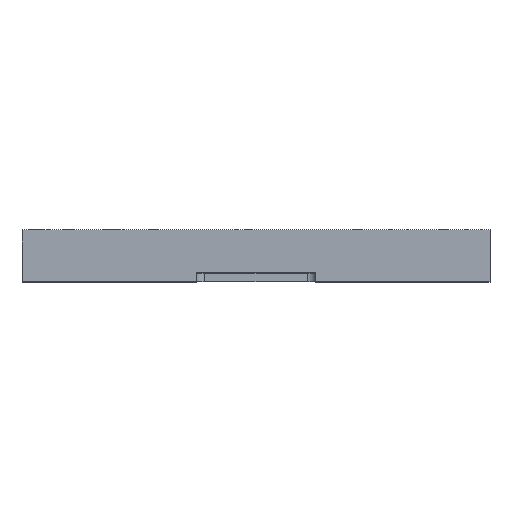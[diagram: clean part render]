
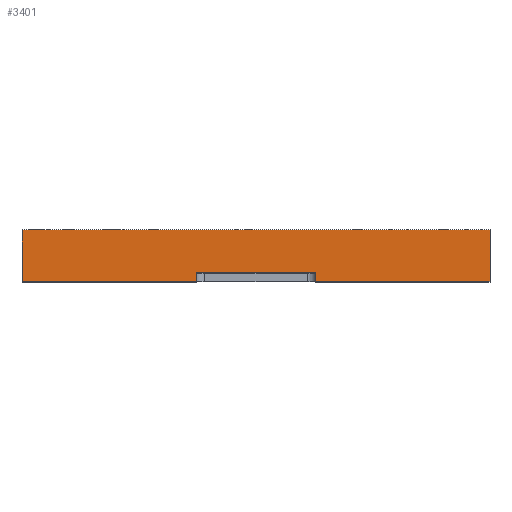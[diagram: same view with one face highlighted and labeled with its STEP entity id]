
A CAD part, top view. The second image highlights one B-rep face of the part: STEP entity #3401.
In plain terms, the highlighted planar face has unit normal (0, 0, 1).
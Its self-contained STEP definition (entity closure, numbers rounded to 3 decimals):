
#32 = PLANE('',#33);
#33 = AXIS2_PLACEMENT_3D('',#34,#35,#36);
#34 = CARTESIAN_POINT('',(0.,-109.,-80.));
#35 = DIRECTION('',(0.,1.,0.));
#36 = DIRECTION('',(0.,0.,1.));
#72 = PLANE('',#73);
#73 = AXIS2_PLACEMENT_3D('',#74,#75,#76);
#74 = CARTESIAN_POINT('',(82.,-127.,-160.));
#75 = DIRECTION('',(1.,0.,0.));
#76 = DIRECTION('',(0.,0.,1.));
#128 = PLANE('',#129);
#129 = AXIS2_PLACEMENT_3D('',#130,#131,#132);
#130 = CARTESIAN_POINT('',(-82.,-127.,0.));
#131 = DIRECTION('',(-1.,0.,0.));
#132 = DIRECTION('',(0.,0.,-1.));
#291 = VERTEX_POINT('',#292);
#292 = CARTESIAN_POINT('',(-82.,-109.,0.));
#313 = EDGE_CURVE('',#314,#291,#316,.T.);
#314 = VERTEX_POINT('',#315);
#315 = CARTESIAN_POINT('',(82.,-109.,0.));
#316 = SURFACE_CURVE('',#317,(#321,#328),.PCURVE_S1.);
#317 = LINE('',#318,#319);
#318 = CARTESIAN_POINT('',(82.,-109.,0.));
#319 = VECTOR('',#320,1.);
#320 = DIRECTION('',(-1.,0.,0.));
#321 = PCURVE('',#32,#322);
#322 = DEFINITIONAL_REPRESENTATION('',(#323),#327);
#323 = LINE('',#324,#325);
#324 = CARTESIAN_POINT('',(80.,82.));
#325 = VECTOR('',#326,1.);
#326 = DIRECTION('',(-0.,-1.));
#327 = ( GEOMETRIC_REPRESENTATION_CONTEXT(2) 
PARAMETRIC_REPRESENTATION_CONTEXT() REPRESENTATION_CONTEXT('2D SPACE',''
  ) );
#328 = PCURVE('',#329,#334);
#329 = PLANE('',#330);
#330 = AXIS2_PLACEMENT_3D('',#331,#332,#333);
#331 = CARTESIAN_POINT('',(82.,-127.,0.));
#332 = DIRECTION('',(0.,0.,1.));
#333 = DIRECTION('',(-1.,0.,0.));
#334 = DEFINITIONAL_REPRESENTATION('',(#335),#339);
#335 = LINE('',#336,#337);
#336 = CARTESIAN_POINT('',(0.,-18.));
#337 = VECTOR('',#338,1.);
#338 = DIRECTION('',(1.,0.));
#339 = ( GEOMETRIC_REPRESENTATION_CONTEXT(2) 
PARAMETRIC_REPRESENTATION_CONTEXT() REPRESENTATION_CONTEXT('2D SPACE',''
  ) );
#1840 = VERTEX_POINT('',#1841);
#1841 = CARTESIAN_POINT('',(82.,-127.,0.));
#1855 = PLANE('',#1856);
#1856 = AXIS2_PLACEMENT_3D('',#1857,#1858,#1859);
#1857 = CARTESIAN_POINT('',(0.,-127.,-80.));
#1858 = DIRECTION('',(0.,1.,0.));
#1859 = DIRECTION('',(0.,0.,1.));
#2144 = EDGE_CURVE('',#1840,#314,#2145,.T.);
#2145 = SURFACE_CURVE('',#2146,(#2150,#2157),.PCURVE_S1.);
#2146 = LINE('',#2147,#2148);
#2147 = CARTESIAN_POINT('',(82.,-127.,0.));
#2148 = VECTOR('',#2149,1.);
#2149 = DIRECTION('',(0.,1.,0.));
#2150 = PCURVE('',#72,#2151);
#2151 = DEFINITIONAL_REPRESENTATION('',(#2152),#2156);
#2152 = LINE('',#2153,#2154);
#2153 = CARTESIAN_POINT('',(160.,0.));
#2154 = VECTOR('',#2155,1.);
#2155 = DIRECTION('',(0.,-1.));
#2156 = ( GEOMETRIC_REPRESENTATION_CONTEXT(2) 
PARAMETRIC_REPRESENTATION_CONTEXT() REPRESENTATION_CONTEXT('2D SPACE',''
  ) );
#2157 = PCURVE('',#329,#2158);
#2158 = DEFINITIONAL_REPRESENTATION('',(#2159),#2163);
#2159 = LINE('',#2160,#2161);
#2160 = CARTESIAN_POINT('',(0.,0.));
#2161 = VECTOR('',#2162,1.);
#2162 = DIRECTION('',(0.,-1.));
#2163 = ( GEOMETRIC_REPRESENTATION_CONTEXT(2) 
PARAMETRIC_REPRESENTATION_CONTEXT() REPRESENTATION_CONTEXT('2D SPACE',''
  ) );
#2445 = VERTEX_POINT('',#2446);
#2446 = CARTESIAN_POINT('',(-82.,-127.,0.));
#2467 = EDGE_CURVE('',#2445,#291,#2468,.T.);
#2468 = SURFACE_CURVE('',#2469,(#2473,#2480),.PCURVE_S1.);
#2469 = LINE('',#2470,#2471);
#2470 = CARTESIAN_POINT('',(-82.,-127.,0.));
#2471 = VECTOR('',#2472,1.);
#2472 = DIRECTION('',(0.,1.,0.));
#2473 = PCURVE('',#128,#2474);
#2474 = DEFINITIONAL_REPRESENTATION('',(#2475),#2479);
#2475 = LINE('',#2476,#2477);
#2476 = CARTESIAN_POINT('',(0.,0.));
#2477 = VECTOR('',#2478,1.);
#2478 = DIRECTION('',(0.,-1.));
#2479 = ( GEOMETRIC_REPRESENTATION_CONTEXT(2) 
PARAMETRIC_REPRESENTATION_CONTEXT() REPRESENTATION_CONTEXT('2D SPACE',''
  ) );
#2480 = PCURVE('',#329,#2481);
#2481 = DEFINITIONAL_REPRESENTATION('',(#2482),#2486);
#2482 = LINE('',#2483,#2484);
#2483 = CARTESIAN_POINT('',(164.,0.));
#2484 = VECTOR('',#2485,1.);
#2485 = DIRECTION('',(0.,-1.));
#2486 = ( GEOMETRIC_REPRESENTATION_CONTEXT(2) 
PARAMETRIC_REPRESENTATION_CONTEXT() REPRESENTATION_CONTEXT('2D SPACE',''
  ) );
#3401 = ADVANCED_FACE('',(#3402),#329,.T.);
#3402 = FACE_BOUND('',#3403,.T.);
#3403 = EDGE_LOOP('',(#3404,#3427,#3428,#3429,#3430,#3453,#3481,#3509));
#3404 = ORIENTED_EDGE('',*,*,#3405,.F.);
#3405 = EDGE_CURVE('',#1840,#3406,#3408,.T.);
#3406 = VERTEX_POINT('',#3407);
#3407 = CARTESIAN_POINT('',(21.,-127.,0.));
#3408 = SURFACE_CURVE('',#3409,(#3413,#3420),.PCURVE_S1.);
#3409 = LINE('',#3410,#3411);
#3410 = CARTESIAN_POINT('',(82.,-127.,0.));
#3411 = VECTOR('',#3412,1.);
#3412 = DIRECTION('',(-1.,0.,0.));
#3413 = PCURVE('',#329,#3414);
#3414 = DEFINITIONAL_REPRESENTATION('',(#3415),#3419);
#3415 = LINE('',#3416,#3417);
#3416 = CARTESIAN_POINT('',(0.,0.));
#3417 = VECTOR('',#3418,1.);
#3418 = DIRECTION('',(1.,0.));
#3419 = ( GEOMETRIC_REPRESENTATION_CONTEXT(2) 
PARAMETRIC_REPRESENTATION_CONTEXT() REPRESENTATION_CONTEXT('2D SPACE',''
  ) );
#3420 = PCURVE('',#1855,#3421);
#3421 = DEFINITIONAL_REPRESENTATION('',(#3422),#3426);
#3422 = LINE('',#3423,#3424);
#3423 = CARTESIAN_POINT('',(80.,82.));
#3424 = VECTOR('',#3425,1.);
#3425 = DIRECTION('',(-0.,-1.));
#3426 = ( GEOMETRIC_REPRESENTATION_CONTEXT(2) 
PARAMETRIC_REPRESENTATION_CONTEXT() REPRESENTATION_CONTEXT('2D SPACE',''
  ) );
#3427 = ORIENTED_EDGE('',*,*,#2144,.T.);
#3428 = ORIENTED_EDGE('',*,*,#313,.T.);
#3429 = ORIENTED_EDGE('',*,*,#2467,.F.);
#3430 = ORIENTED_EDGE('',*,*,#3431,.F.);
#3431 = EDGE_CURVE('',#3432,#2445,#3434,.T.);
#3432 = VERTEX_POINT('',#3433);
#3433 = CARTESIAN_POINT('',(-21.,-127.,0.));
#3434 = SURFACE_CURVE('',#3435,(#3439,#3446),.PCURVE_S1.);
#3435 = LINE('',#3436,#3437);
#3436 = CARTESIAN_POINT('',(82.,-127.,0.));
#3437 = VECTOR('',#3438,1.);
#3438 = DIRECTION('',(-1.,0.,0.));
#3439 = PCURVE('',#329,#3440);
#3440 = DEFINITIONAL_REPRESENTATION('',(#3441),#3445);
#3441 = LINE('',#3442,#3443);
#3442 = CARTESIAN_POINT('',(0.,0.));
#3443 = VECTOR('',#3444,1.);
#3444 = DIRECTION('',(1.,0.));
#3445 = ( GEOMETRIC_REPRESENTATION_CONTEXT(2) 
PARAMETRIC_REPRESENTATION_CONTEXT() REPRESENTATION_CONTEXT('2D SPACE',''
  ) );
#3446 = PCURVE('',#1855,#3447);
#3447 = DEFINITIONAL_REPRESENTATION('',(#3448),#3452);
#3448 = LINE('',#3449,#3450);
#3449 = CARTESIAN_POINT('',(80.,82.));
#3450 = VECTOR('',#3451,1.);
#3451 = DIRECTION('',(-0.,-1.));
#3452 = ( GEOMETRIC_REPRESENTATION_CONTEXT(2) 
PARAMETRIC_REPRESENTATION_CONTEXT() REPRESENTATION_CONTEXT('2D SPACE',''
  ) );
#3453 = ORIENTED_EDGE('',*,*,#3454,.F.);
#3454 = EDGE_CURVE('',#3455,#3432,#3457,.T.);
#3455 = VERTEX_POINT('',#3456);
#3456 = CARTESIAN_POINT('',(-21.,-124.,0.));
#3457 = SURFACE_CURVE('',#3458,(#3462,#3469),.PCURVE_S1.);
#3458 = LINE('',#3459,#3460);
#3459 = CARTESIAN_POINT('',(-21.,-127.,0.));
#3460 = VECTOR('',#3461,1.);
#3461 = DIRECTION('',(0.,-1.,0.));
#3462 = PCURVE('',#329,#3463);
#3463 = DEFINITIONAL_REPRESENTATION('',(#3464),#3468);
#3464 = LINE('',#3465,#3466);
#3465 = CARTESIAN_POINT('',(103.,0.));
#3466 = VECTOR('',#3467,1.);
#3467 = DIRECTION('',(0.,1.));
#3468 = ( GEOMETRIC_REPRESENTATION_CONTEXT(2) 
PARAMETRIC_REPRESENTATION_CONTEXT() REPRESENTATION_CONTEXT('2D SPACE',''
  ) );
#3469 = PCURVE('',#3470,#3475);
#3470 = PLANE('',#3471);
#3471 = AXIS2_PLACEMENT_3D('',#3472,#3473,#3474);
#3472 = CARTESIAN_POINT('',(-21.,-127.,8.));
#3473 = DIRECTION('',(-1.,0.,-0.));
#3474 = DIRECTION('',(0.,0.,-1.));
#3475 = DEFINITIONAL_REPRESENTATION('',(#3476),#3480);
#3476 = LINE('',#3477,#3478);
#3477 = CARTESIAN_POINT('',(8.,0.));
#3478 = VECTOR('',#3479,1.);
#3479 = DIRECTION('',(0.,1.));
#3480 = ( GEOMETRIC_REPRESENTATION_CONTEXT(2) 
PARAMETRIC_REPRESENTATION_CONTEXT() REPRESENTATION_CONTEXT('2D SPACE',''
  ) );
#3481 = ORIENTED_EDGE('',*,*,#3482,.F.);
#3482 = EDGE_CURVE('',#3483,#3455,#3485,.T.);
#3483 = VERTEX_POINT('',#3484);
#3484 = CARTESIAN_POINT('',(21.,-124.,0.));
#3485 = SURFACE_CURVE('',#3486,(#3490,#3497),.PCURVE_S1.);
#3486 = LINE('',#3487,#3488);
#3487 = CARTESIAN_POINT('',(41.,-124.,0.));
#3488 = VECTOR('',#3489,1.);
#3489 = DIRECTION('',(-1.,0.,0.));
#3490 = PCURVE('',#329,#3491);
#3491 = DEFINITIONAL_REPRESENTATION('',(#3492),#3496);
#3492 = LINE('',#3493,#3494);
#3493 = CARTESIAN_POINT('',(41.,-3.));
#3494 = VECTOR('',#3495,1.);
#3495 = DIRECTION('',(1.,0.));
#3496 = ( GEOMETRIC_REPRESENTATION_CONTEXT(2) 
PARAMETRIC_REPRESENTATION_CONTEXT() REPRESENTATION_CONTEXT('2D SPACE',''
  ) );
#3497 = PCURVE('',#3498,#3503);
#3498 = PLANE('',#3499);
#3499 = AXIS2_PLACEMENT_3D('',#3500,#3501,#3502);
#3500 = CARTESIAN_POINT('',(0.,-124.,-80.));
#3501 = DIRECTION('',(0.,1.,0.));
#3502 = DIRECTION('',(0.,0.,1.));
#3503 = DEFINITIONAL_REPRESENTATION('',(#3504),#3508);
#3504 = LINE('',#3505,#3506);
#3505 = CARTESIAN_POINT('',(80.,41.));
#3506 = VECTOR('',#3507,1.);
#3507 = DIRECTION('',(0.,-1.));
#3508 = ( GEOMETRIC_REPRESENTATION_CONTEXT(2) 
PARAMETRIC_REPRESENTATION_CONTEXT() REPRESENTATION_CONTEXT('2D SPACE',''
  ) );
#3509 = ORIENTED_EDGE('',*,*,#3510,.F.);
#3510 = EDGE_CURVE('',#3406,#3483,#3511,.T.);
#3511 = SURFACE_CURVE('',#3512,(#3516,#3523),.PCURVE_S1.);
#3512 = LINE('',#3513,#3514);
#3513 = CARTESIAN_POINT('',(21.,-127.,0.));
#3514 = VECTOR('',#3515,1.);
#3515 = DIRECTION('',(0.,1.,0.));
#3516 = PCURVE('',#329,#3517);
#3517 = DEFINITIONAL_REPRESENTATION('',(#3518),#3522);
#3518 = LINE('',#3519,#3520);
#3519 = CARTESIAN_POINT('',(61.,0.));
#3520 = VECTOR('',#3521,1.);
#3521 = DIRECTION('',(0.,-1.));
#3522 = ( GEOMETRIC_REPRESENTATION_CONTEXT(2) 
PARAMETRIC_REPRESENTATION_CONTEXT() REPRESENTATION_CONTEXT('2D SPACE',''
  ) );
#3523 = PCURVE('',#3524,#3529);
#3524 = PLANE('',#3525);
#3525 = AXIS2_PLACEMENT_3D('',#3526,#3527,#3528);
#3526 = CARTESIAN_POINT('',(21.,-127.,-56.));
#3527 = DIRECTION('',(1.,0.,0.));
#3528 = DIRECTION('',(-0.,0.,1.));
#3529 = DEFINITIONAL_REPRESENTATION('',(#3530),#3534);
#3530 = LINE('',#3531,#3532);
#3531 = CARTESIAN_POINT('',(56.,0.));
#3532 = VECTOR('',#3533,1.);
#3533 = DIRECTION('',(0.,-1.));
#3534 = ( GEOMETRIC_REPRESENTATION_CONTEXT(2) 
PARAMETRIC_REPRESENTATION_CONTEXT() REPRESENTATION_CONTEXT('2D SPACE',''
  ) );
